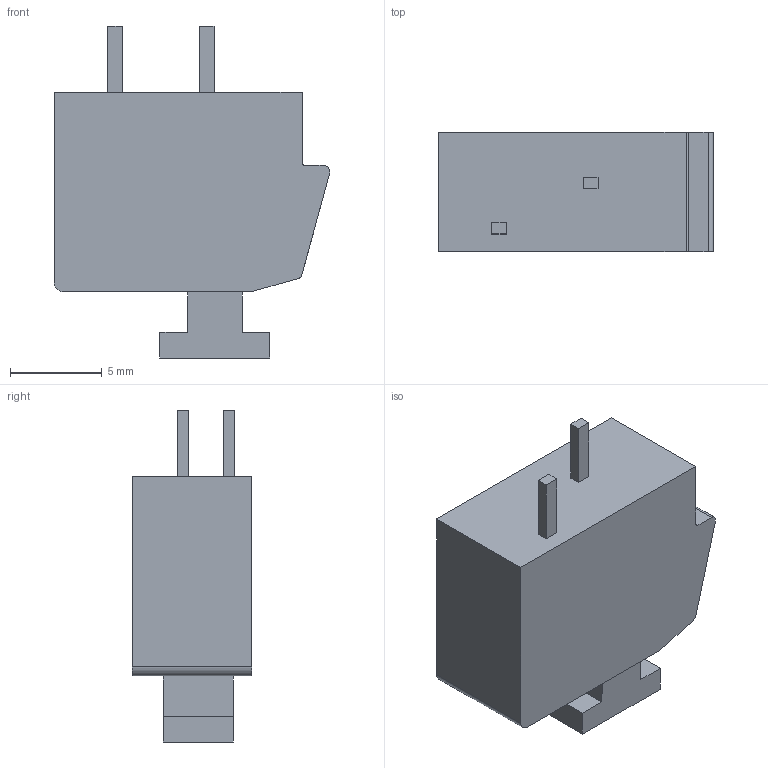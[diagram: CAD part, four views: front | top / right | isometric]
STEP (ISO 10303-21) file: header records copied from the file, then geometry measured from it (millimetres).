
FILE_DESCRIPTION((''),'2;1');
FILE_NAME('PRT0001','2024-09-29T09:18:29',('tluser'),(''),'CREO PARAMETRIC BY PTC INC, 2018100','CREO PARAMETRIC BY PTC INC, 2018100','');
FILE_SCHEMA(('CONFIG_CONTROL_DESIGN'));
Length unit declared in the file: millimetre
Products named in the file (1): PRT0001
Bounding box: 15 x 6.5 x 18.1 mm (x, y, z)
Volume: 981.4 mm3; surface area: 771.9 mm2
Topology: 1 solids, 1 shells, 52 faces, 134 edges, 88 vertices
Faces by surface type: plane 42, cylinder 6, bspline 4
Entity records: 1846 total; most frequent: CARTESIAN_POINT 584, ORIENTED_EDGE 268, DIRECTION 216, EDGE_CURVE 134, VECTOR 104, LINE 104, VERTEX_POINT 88, AXIS2_PLACEMENT_3D 56
